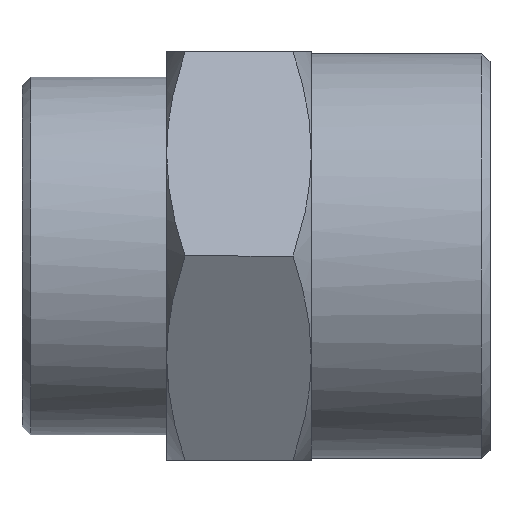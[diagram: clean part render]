
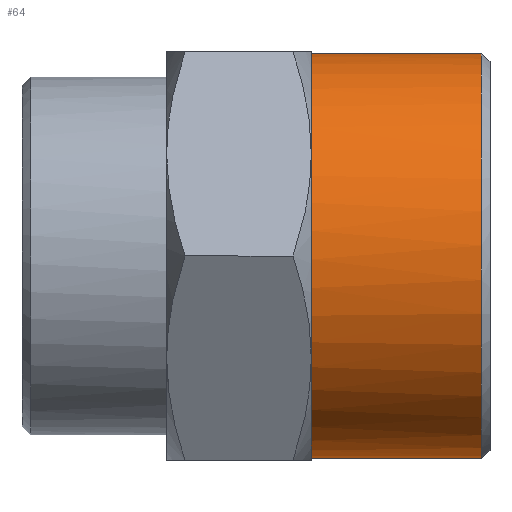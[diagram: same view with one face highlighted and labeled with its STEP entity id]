
A CAD part, left-side view. The second image highlights one B-rep face of the part: STEP entity #64.
In plain terms, the highlighted free-form (B-spline) face has degree [1, 3] with [2, 4] control points.
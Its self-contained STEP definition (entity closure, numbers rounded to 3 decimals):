
#11 = CARTESIAN_POINT ( 'NONE',  ( -0.781, 10.5, -11.9 ) ) ;
#39 = B_SPLINE_CURVE_WITH_KNOTS ( 'NONE', 1,
 ( #1017, #1528 ),
 .UNSPECIFIED., .F., .F.,
 ( 2, 2 ),
 ( -1., 0. ),
 .UNSPECIFIED. ) ;
#64 = ADVANCED_FACE ( 'NONE', ( #319 ), #1950, .F. ) ;
#87 = CARTESIAN_POINT ( 'NONE',  ( 0., 10.5, -11.9 ) ) ;
#101 = CARTESIAN_POINT ( 'NONE',  ( 0., 0.5, -11.9 ) ) ;
#135 =( BOUNDED_CURVE ( )  B_SPLINE_CURVE ( 3, ( #1414, #2048, #549, #2043 ),
 .UNSPECIFIED., .F., .F. ) 
 B_SPLINE_CURVE_WITH_KNOTS ( ( 4, 4 ),
 ( -3.142, 0. ),
 .UNSPECIFIED. ) 
 CURVE ( )  GEOMETRIC_REPRESENTATION_ITEM ( )  RATIONAL_B_SPLINE_CURVE ( ( 1., 0.333, 0.333, 1. ) ) 
 REPRESENTATION_ITEM ( '' )  );
#144 = CARTESIAN_POINT ( 'NONE',  ( -11.824, 10.5, -1.555 ) ) ;
#175 = CARTESIAN_POINT ( 'NONE',  ( -5.962, 10.5, -10.329 ) ) ;
#183 = CARTESIAN_POINT ( 'NONE',  ( -7.261, 10.5, -9.46 ) ) ;
#298 = CARTESIAN_POINT ( 'NONE',  ( -11.9, 10.5, 0.781 ) ) ;
#308 = CARTESIAN_POINT ( 'NONE',  ( -8.967, 10.5, 7.862 ) ) ;
#319 = FACE_OUTER_BOUND ( 'NONE', #602, .T. ) ;
#324 = CARTESIAN_POINT ( 'NONE',  ( -10.695, 10.5, 5.276 ) ) ;
#330 = CARTESIAN_POINT ( 'NONE',  ( -5.276, 10.5, 10.695 ) ) ;
#432 = CARTESIAN_POINT ( 'NONE',  ( -23.8, 10.5, -11.9 ) ) ;
#492 = CARTESIAN_POINT ( 'NONE',  ( -11.9, 10.5, -0.781 ) ) ;
#505 = ORIENTED_EDGE ( 'NONE', *, *, #1558, .T. ) ;
#508 = CARTESIAN_POINT ( 'NONE',  ( -3.832, 10.5, -11.293 ) ) ;
#549 = CARTESIAN_POINT ( 'NONE',  ( -23.8, 0.5, 11.9 ) ) ;
#586 = CARTESIAN_POINT ( 'NONE',  ( 0., 0.5, -11.9 ) ) ;
#602 = EDGE_LOOP ( 'NONE', ( #1104, #2030, #1118, #505 ) ) ;
#604 = CARTESIAN_POINT ( 'NONE',  ( -9.46, 10.5, -7.261 ) ) ;
#608 = VERTEX_POINT ( 'NONE', #1508 ) ;
#633 = CARTESIAN_POINT ( 'NONE',  ( -23.8, 10.5, 11.9 ) ) ;
#636 = CARTESIAN_POINT ( 'NONE',  ( -1.555, 10.5, 11.824 ) ) ;
#666 = CARTESIAN_POINT ( 'NONE',  ( -10.329, 10.5, 5.962 ) ) ;
#686 = CARTESIAN_POINT ( 'NONE',  ( -8.967, 10.5, -7.862 ) ) ;
#712 = CARTESIAN_POINT ( 'NONE',  ( -3.088, 10.5, -11.519 ) ) ;
#765 = VERTEX_POINT ( 'NONE', #768 ) ;
#768 = CARTESIAN_POINT ( 'NONE',  ( 0., 0.5, -11.9 ) ) ;
#810 = CARTESIAN_POINT ( 'NONE',  ( -3.088, 10.5, 11.519 ) ) ;
#820 = CARTESIAN_POINT ( 'NONE',  ( -7.261, 10.5, 9.46 ) ) ;
#824 = VERTEX_POINT ( 'NONE', #1629 ) ;
#827 = CARTESIAN_POINT ( 'NONE',  ( -0.781, 10.5, 11.9 ) ) ;
#941 = B_SPLINE_CURVE_WITH_KNOTS ( 'NONE', 1,
 ( #87, #586 ),
 .UNSPECIFIED., .F., .F.,
 ( 2, 2 ),
 ( -1., 0. ),
 .UNSPECIFIED. ) ;
#954 = CARTESIAN_POINT ( 'NONE',  ( -23.8, 0.5, 11.9 ) ) ;
#1017 = CARTESIAN_POINT ( 'NONE',  ( 0., 0.5, 11.9 ) ) ;
#1104 = ORIENTED_EDGE ( 'NONE', *, *, #1411, .F. ) ;
#1118 = ORIENTED_EDGE ( 'NONE', *, *, #2023, .T. ) ;
#1159 = CARTESIAN_POINT ( 'NONE',  ( -11.293, 10.5, -3.832 ) ) ;
#1179 = CARTESIAN_POINT ( 'NONE',  ( -1.555, 10.5, -11.824 ) ) ;
#1187 = CARTESIAN_POINT ( 'NONE',  ( -5.276, 10.5, -10.695 ) ) ;
#1306 = CARTESIAN_POINT ( 'NONE',  ( -11.824, 10.5, 1.555 ) ) ;
#1316 = CARTESIAN_POINT ( 'NONE',  ( -7.862, 10.5, 8.967 ) ) ;
#1411 = EDGE_CURVE ( 'NONE', #608, #2118, #1725, .T. ) ;
#1414 = CARTESIAN_POINT ( 'NONE',  ( 0., 0.5, -11.9 ) ) ;
#1450 = CARTESIAN_POINT ( 'NONE',  ( 0., 10.5, 11.9 ) ) ;
#1480 = CARTESIAN_POINT ( 'NONE',  ( -11.519, 10.5, -3.088 ) ) ;
#1481 = CARTESIAN_POINT ( 'NONE',  ( 0., 10.5, 11.9 ) ) ;
#1508 = CARTESIAN_POINT ( 'NONE',  ( 0., 10.5, -11.9 ) ) ;
#1528 = CARTESIAN_POINT ( 'NONE',  ( 0., 10.5, 11.9 ) ) ;
#1550 = CARTESIAN_POINT ( 'NONE',  ( -10.329, 10.5, -5.962 ) ) ;
#1558 = EDGE_CURVE ( 'NONE', #824, #2118, #39, .T. ) ;
#1618 = CARTESIAN_POINT ( 'NONE',  ( 0., 0.5, 11.9 ) ) ;
#1629 = CARTESIAN_POINT ( 'NONE',  ( 0., 0.5, 11.9 ) ) ;
#1637 = CARTESIAN_POINT ( 'NONE',  ( 0., 10.5, 11.9 ) ) ;
#1671 = CARTESIAN_POINT ( 'NONE',  ( -3.832, 10.5, 11.293 ) ) ;
#1684 = CARTESIAN_POINT ( 'NONE',  ( -7.862, 10.5, -8.967 ) ) ;
#1725 = B_SPLINE_CURVE_WITH_KNOTS ( 'NONE', 3,
 ( #2007, #11, #1179, #712, #508, #1187, #175, #183, #1684, #686, #604, #1550, #2008, #1159, #1480, #144, #492, #298, #1306, #1992, #1818, #324, #666, #1801, #308, #1316, #820, #1825, #330, #1671, #810, #636, #827, #1481 ),
 .UNSPECIFIED., .F., .F.,
 ( 4, 2, 2, 2, 2, 2, 2, 2, 2, 2, 2, 2, 2, 2, 2, 2, 4 ),
 ( 0., 0.196, 0.393, 0.589, 0.785, 0.982, 1.178, 1.374, 1.571, 1.767, 1.963, 2.16, 2.356, 2.553, 2.749, 2.945, 3.142 ),
 .UNSPECIFIED. ) ;
#1801 = CARTESIAN_POINT ( 'NONE',  ( -9.46, 10.5, 7.261 ) ) ;
#1818 = CARTESIAN_POINT ( 'NONE',  ( -11.293, 10.5, 3.832 ) ) ;
#1825 = CARTESIAN_POINT ( 'NONE',  ( -5.962, 10.5, 10.329 ) ) ;
#1940 = CARTESIAN_POINT ( 'NONE',  ( 0., 10.5, -11.9 ) ) ;
#1950 =( BOUNDED_SURFACE ( )  B_SPLINE_SURFACE ( 1, 3, ( 
 ( #1637, #633, #432, #1940 ),
 ( #1618, #954, #2107, #101 ) ),
 .UNSPECIFIED., .F., .F., .T. ) 
 B_SPLINE_SURFACE_WITH_KNOTS ( ( 2, 2 ),
 ( 4, 4 ),
 ( 0., 1. ),
 ( 0., 1. ),
 .UNSPECIFIED. ) 
 GEOMETRIC_REPRESENTATION_ITEM ( )  RATIONAL_B_SPLINE_SURFACE ( (
 ( 1., 0.333, 0.333, 1.),
 ( 1., 0.333, 0.333, 1.) ) ) 
 REPRESENTATION_ITEM ( '' )  SURFACE ( )  );
#1992 = CARTESIAN_POINT ( 'NONE',  ( -11.519, 10.5, 3.088 ) ) ;
#2007 = CARTESIAN_POINT ( 'NONE',  ( 0., 10.5, -11.9 ) ) ;
#2008 = CARTESIAN_POINT ( 'NONE',  ( -10.695, 10.5, -5.276 ) ) ;
#2023 = EDGE_CURVE ( 'NONE', #765, #824, #135, .T. ) ;
#2030 = ORIENTED_EDGE ( 'NONE', *, *, #2103, .T. ) ;
#2043 = CARTESIAN_POINT ( 'NONE',  ( 0., 0.5, 11.9 ) ) ;
#2048 = CARTESIAN_POINT ( 'NONE',  ( -23.8, 0.5, -11.9 ) ) ;
#2103 = EDGE_CURVE ( 'NONE', #608, #765, #941, .T. ) ;
#2107 = CARTESIAN_POINT ( 'NONE',  ( -23.8, 0.5, -11.9 ) ) ;
#2118 = VERTEX_POINT ( 'NONE', #1450 ) ;
